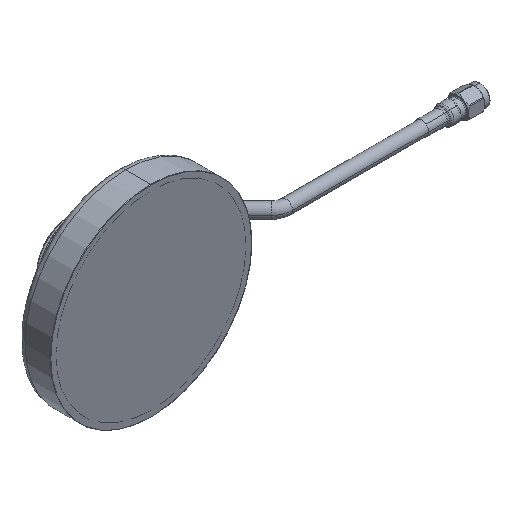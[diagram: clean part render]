
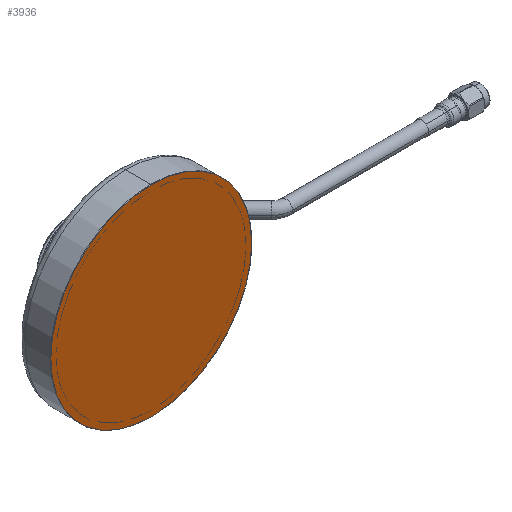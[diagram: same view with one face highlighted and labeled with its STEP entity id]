
A CAD part, isometric view. The second image highlights one B-rep face of the part: STEP entity #3936.
In plain terms, the highlighted planar face has unit normal (0, -1, 0).
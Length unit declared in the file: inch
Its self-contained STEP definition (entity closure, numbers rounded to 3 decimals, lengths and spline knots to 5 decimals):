
#1096 = CARTESIAN_POINT ( 'NONE',  ( 0., -0.00984, 1.49606 ) ) ;
#1533 = AXIS2_PLACEMENT_3D ( 'NONE', #4193, #3964, #6992 ) ;
#2112 = DIRECTION ( 'NONE',  ( 0., 0., -1. ) ) ;
#2735 = VERTEX_POINT ( 'NONE', #8823 ) ;
#3036 = CIRCLE ( 'NONE', #7492, 1.49606 ) ;
#3936 = ADVANCED_FACE ( 'NONE', ( #5597 ), #8522, .F. ) ;
#3964 = DIRECTION ( 'NONE',  ( 0., 1., 0. ) ) ;
#4193 = CARTESIAN_POINT ( 'NONE',  ( 0., -0.00984, 0. ) ) ;
#4241 = AXIS2_PLACEMENT_3D ( 'NONE', #5379, #11336, #9244 ) ;
#5379 = CARTESIAN_POINT ( 'NONE',  ( 0., -0.00984, 0. ) ) ;
#5597 = FACE_OUTER_BOUND ( 'NONE', #8672, .T. ) ;
#6156 = CARTESIAN_POINT ( 'NONE',  ( 0., -0.00984, 0. ) ) ;
#6992 = DIRECTION ( 'NONE',  ( 0., 0., 1. ) ) ;
#7492 = AXIS2_PLACEMENT_3D ( 'NONE', #6156, #10773, #2112 ) ;
#8515 = CIRCLE ( 'NONE', #4241, 1.49606 ) ;
#8522 = PLANE ( 'NONE',  #1533 ) ;
#8672 = EDGE_LOOP ( 'NONE', ( #11896, #11875 ) ) ;
#8823 = CARTESIAN_POINT ( 'NONE',  ( 0., -0.00984, -1.49606 ) ) ;
#9244 = DIRECTION ( 'NONE',  ( 0., 0., -1. ) ) ;
#9269 = EDGE_CURVE ( 'NONE', #2735, #10886, #3036, .T. ) ;
#10773 = DIRECTION ( 'NONE',  ( 0., 1., 0. ) ) ;
#10886 = VERTEX_POINT ( 'NONE', #1096 ) ;
#11122 = EDGE_CURVE ( 'NONE', #10886, #2735, #8515, .T. ) ;
#11336 = DIRECTION ( 'NONE',  ( 0., 1., 0. ) ) ;
#11875 = ORIENTED_EDGE ( 'NONE', *, *, #11122, .F. ) ;
#11896 = ORIENTED_EDGE ( 'NONE', *, *, #9269, .F. ) ;
